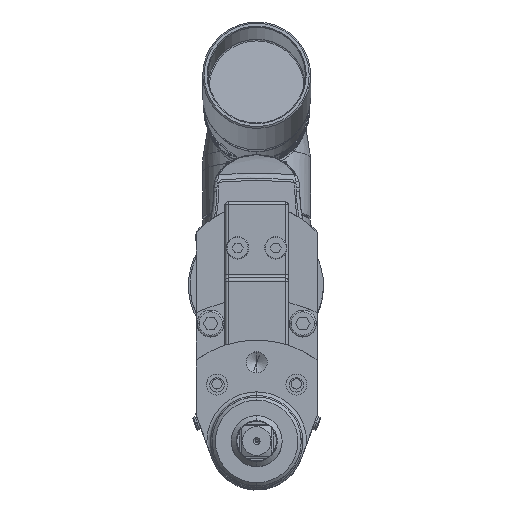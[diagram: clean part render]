
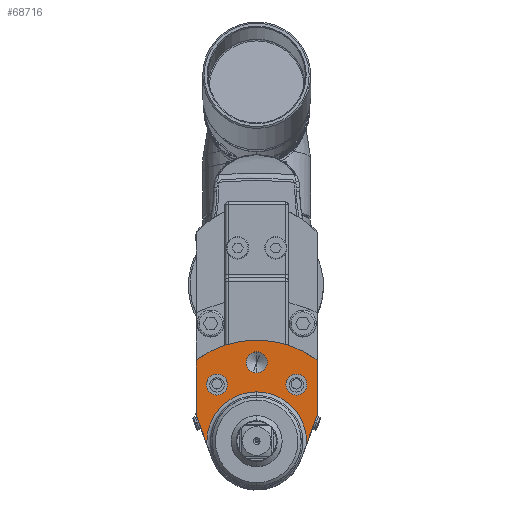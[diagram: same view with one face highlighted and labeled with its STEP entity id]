
A CAD part, top view. The second image highlights one B-rep face of the part: STEP entity #68716.
In plain terms, the highlighted planar face has unit normal (0, 0, 1).
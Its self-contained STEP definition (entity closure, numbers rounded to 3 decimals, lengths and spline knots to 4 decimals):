
#24292=CARTESIAN_POINT('',(0.,-1.9543,8.1378));
#24293=DIRECTION('',(0.,0.,-1.));
#24294=DIRECTION('',(0.,1.,0.));
#24295=AXIS2_PLACEMENT_3D('',#24292,#24293,#24294);
#24297=CARTESIAN_POINT('',(0.,-1.9543,8.1378));
#24298=DIRECTION('',(0.,0.,-1.));
#24299=DIRECTION('',(-0.999,-0.049,0.));
#24300=AXIS2_PLACEMENT_3D('',#24297,#24298,#24299);
#24302=DIRECTION('',(-0.342,0.94,0.));
#24303=VECTOR('',#24302,0.3821);
#24304=CARTESIAN_POINT('',(-0.6174,-1.9848,
8.1378));
#24305=LINE('',#24304,#24303);
#24306=DIRECTION('',(0.,1.,0.));
#24307=VECTOR('',#24306,0.6852);
#24308=CARTESIAN_POINT('',(-0.748,-1.6258,
8.1378));
#24309=LINE('',#24308,#24307);
#24310=CARTESIAN_POINT('',(0.,-1.9543,8.1378));
#24311=DIRECTION('',(0.,0.,-1.));
#24312=DIRECTION('',(-0.594,0.805,0.));
#24313=AXIS2_PLACEMENT_3D('',#24310,#24311,#24312);
#24315=DIRECTION('',(0.,-1.,0.));
#24316=VECTOR('',#24315,0.6852);
#24317=CARTESIAN_POINT('',(0.748,-0.9406,
8.1378));
#24318=LINE('',#24317,#24316);
#24319=DIRECTION('',(-0.342,-0.94,0.));
#24320=VECTOR('',#24319,0.3821);
#24321=CARTESIAN_POINT('',(0.748,-1.6258,
8.1378));
#24322=LINE('',#24321,#24320);
#24323=CARTESIAN_POINT('',(0.,-0.9701,8.1378));
#24324=DIRECTION('',(0.,0.,1.));
#24325=DIRECTION('',(1.,0.,0.));
#24326=AXIS2_PLACEMENT_3D('',#24323,#24324,#24325);
#24328=CARTESIAN_POINT('',(0.,-0.9701,8.1378));
#24329=DIRECTION('',(0.,0.,1.));
#24330=DIRECTION('',(-1.,0.,0.));
#24331=AXIS2_PLACEMENT_3D('',#24328,#24329,#24330);
#24333=CARTESIAN_POINT('',(-0.4921,-1.2457,
8.1378));
#24334=DIRECTION('',(0.,0.,1.));
#24335=DIRECTION('',(1.,0.,0.));
#24336=AXIS2_PLACEMENT_3D('',#24333,#24334,#24335);
#24338=CARTESIAN_POINT('',(-0.4921,-1.2457,
8.1378));
#24339=DIRECTION('',(0.,0.,1.));
#24340=DIRECTION('',(-1.,0.,0.));
#24341=AXIS2_PLACEMENT_3D('',#24338,#24339,#24340);
#24343=CARTESIAN_POINT('',(0.4921,-1.2457,
8.1378));
#24344=DIRECTION('',(0.,0.,1.));
#24345=DIRECTION('',(1.,0.,0.));
#24346=AXIS2_PLACEMENT_3D('',#24343,#24344,#24345);
#24348=CARTESIAN_POINT('',(0.4921,-1.2457,
8.1378));
#24349=DIRECTION('',(0.,0.,1.));
#24350=DIRECTION('',(-1.,0.,0.));
#24351=AXIS2_PLACEMENT_3D('',#24348,#24349,#24350);
#32205=CARTESIAN_POINT('',(-0.748,-1.6258,
8.1378));
#32206=CARTESIAN_POINT('',(-0.748,-0.9406,
8.1378));
#32207=VERTEX_POINT('',#32205);
#32208=VERTEX_POINT('',#32206);
#32209=CARTESIAN_POINT('',(0.748,-0.9406,
8.1378));
#32210=VERTEX_POINT('',#32209);
#32211=CARTESIAN_POINT('',(0.748,-1.6258,
8.1378));
#32212=VERTEX_POINT('',#32211);
#32221=CARTESIAN_POINT('',(0.1308,-0.9701,
8.1378));
#32222=CARTESIAN_POINT('',(-0.1308,-0.9701,
8.1378));
#32223=VERTEX_POINT('',#32221);
#32224=VERTEX_POINT('',#32222);
#32287=CARTESIAN_POINT('',(0.,-1.3362,8.1378));
#32288=CARTESIAN_POINT('',(0.6174,-1.9848,
8.1378));
#32289=VERTEX_POINT('',#32287);
#32290=VERTEX_POINT('',#32288);
#32291=CARTESIAN_POINT('',(-0.6174,-1.9848,
8.1378));
#32292=VERTEX_POINT('',#32291);
#32368=CARTESIAN_POINT('',(-0.3613,-1.2457,
8.1378));
#32369=CARTESIAN_POINT('',(-0.623,-1.2457,
8.1378));
#32370=VERTEX_POINT('',#32368);
#32371=VERTEX_POINT('',#32369);
#32376=CARTESIAN_POINT('',(0.623,-1.2457,
8.1378));
#32377=CARTESIAN_POINT('',(0.3613,-1.2457,
8.1378));
#32378=VERTEX_POINT('',#32376);
#32379=VERTEX_POINT('',#32377);
#68678=CARTESIAN_POINT('',(0.,-1.9543,8.1378));
#68679=DIRECTION('',(0.,0.,1.));
#68680=DIRECTION('',(0.,1.,0.));
#68681=AXIS2_PLACEMENT_3D('',#68678,#68679,#68680);
#68682=PLANE('',#68681);
#68684=ORIENTED_EDGE('',*,*,#68683,.F.);
#68686=ORIENTED_EDGE('',*,*,#68685,.F.);
#68687=ORIENTED_EDGE('',*,*,#68660,.T.);
#68689=ORIENTED_EDGE('',*,*,#68688,.T.);
#68691=ORIENTED_EDGE('',*,*,#68690,.T.);
#68693=ORIENTED_EDGE('',*,*,#68692,.T.);
#68695=ORIENTED_EDGE('',*,*,#68694,.T.);
#68696=EDGE_LOOP('',(#68684,#68686,#68687,#68689,#68691,#68693,#68695));
#68697=FACE_OUTER_BOUND('',#68696,.F.);
#68699=ORIENTED_EDGE('',*,*,#68698,.T.);
#68701=ORIENTED_EDGE('',*,*,#68700,.T.);
#68702=EDGE_LOOP('',(#68699,#68701));
#68703=FACE_BOUND('',#68702,.F.);
#68705=ORIENTED_EDGE('',*,*,#68704,.T.);
#68707=ORIENTED_EDGE('',*,*,#68706,.T.);
#68708=EDGE_LOOP('',(#68705,#68707));
#68709=FACE_BOUND('',#68708,.F.);
#68711=ORIENTED_EDGE('',*,*,#68710,.T.);
#68713=ORIENTED_EDGE('',*,*,#68712,.T.);
#68714=EDGE_LOOP('',(#68711,#68713));
#68715=FACE_BOUND('',#68714,.F.);
#24296=CIRCLE('',#24295,0.6181);
#24301=CIRCLE('',#24300,0.6181);
#24314=CIRCLE('',#24313,1.2598);
#24327=CIRCLE('',#24326,0.1308);
#24332=CIRCLE('',#24331,0.1308);
#24337=CIRCLE('',#24336,0.1308);
#24342=CIRCLE('',#24341,0.1308);
#24347=CIRCLE('',#24346,0.1308);
#24352=CIRCLE('',#24351,0.1308);
#68660=EDGE_CURVE('',#32292,#32207,#24305,.T.);
#68683=EDGE_CURVE('',#32289,#32290,#24296,.T.);
#68685=EDGE_CURVE('',#32292,#32289,#24301,.T.);
#68688=EDGE_CURVE('',#32207,#32208,#24309,.T.);
#68690=EDGE_CURVE('',#32208,#32210,#24314,.T.);
#68692=EDGE_CURVE('',#32210,#32212,#24318,.T.);
#68694=EDGE_CURVE('',#32212,#32290,#24322,.T.);
#68698=EDGE_CURVE('',#32223,#32224,#24327,.T.);
#68700=EDGE_CURVE('',#32224,#32223,#24332,.T.);
#68704=EDGE_CURVE('',#32370,#32371,#24337,.T.);
#68706=EDGE_CURVE('',#32371,#32370,#24342,.T.);
#68710=EDGE_CURVE('',#32378,#32379,#24347,.T.);
#68712=EDGE_CURVE('',#32379,#32378,#24352,.T.);
#68716=ADVANCED_FACE('',(#68697,#68703,#68709,#68715),#68682,.T.);
